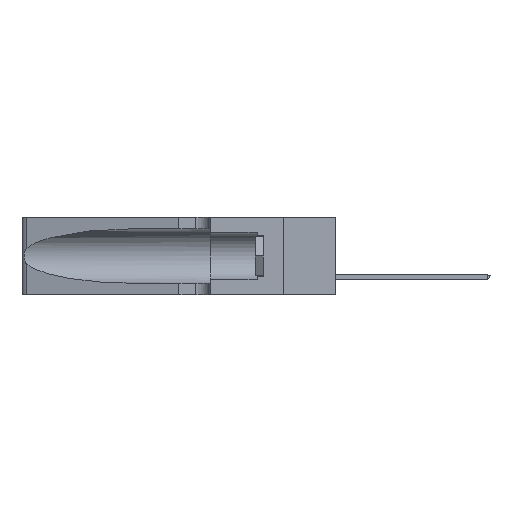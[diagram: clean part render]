
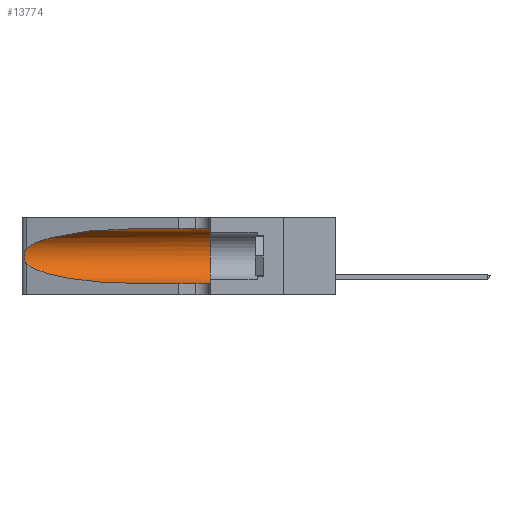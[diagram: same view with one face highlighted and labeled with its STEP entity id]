
A CAD part, left-side view. The second image highlights one B-rep face of the part: STEP entity #13774.
In plain terms, the highlighted cylindrical face has radius 3.308 mm (diameter 6.617 mm), a partial arc.
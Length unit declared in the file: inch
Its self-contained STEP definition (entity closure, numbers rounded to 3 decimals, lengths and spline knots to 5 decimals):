
#101 = VERTEX_POINT ( 'NONE', #37754 ) ;
#602 = CARTESIAN_POINT ( 'NONE',  ( 0.1305, 1.61858, 0.05475 ) ) ;
#877 = CARTESIAN_POINT ( 'NONE',  ( 0.25487, 1.22718, 0.14631 ) ) ;
#934 = LINE ( 'NONE', #602, #36561 ) ;
#1227 = FACE_OUTER_BOUND ( 'NONE', #5215, .T. ) ;
#2263 = ORIENTED_EDGE ( 'NONE', *, *, #33515, .T. ) ;
#4552 = DIRECTION ( 'NONE',  ( 0., 0., 1. ) ) ;
#4604 = CARTESIAN_POINT ( 'NONE',  ( 0.25789, 1.23486, 0.15765 ) ) ;
#4731 = CARTESIAN_POINT ( 'NONE',  ( 0.1305, 0.35, 0.05475 ) ) ;
#5215 = EDGE_LOOP ( 'NONE', ( #2263, #26192, #17756, #22890, #29480, #16206 ) ) ;
#5352 = EDGE_CURVE ( 'NONE', #101, #14252, #934, .T. ) ;
#7027 = LINE ( 'NONE', #11398, #33406 ) ;
#7308 = CARTESIAN_POINT ( 'NONE',  ( 0.26075, 1.23896, 0.19203 ) ) ;
#7586 = CARTESIAN_POINT ( 'NONE',  ( 0.26017, 1.23833, 0.17102 ) ) ;
#9946 = CARTESIAN_POINT ( 'NONE',  ( 0.2373, 1.15595, 0.08982 ) ) ;
#10334 = CARTESIAN_POINT ( 'NONE',  ( 0.2373, 1.15595, 0.28018 ) ) ;
#10476 = CARTESIAN_POINT ( 'NONE',  ( 0.26018, 1.23835, 0.19895 ) ) ;
#11398 = CARTESIAN_POINT ( 'NONE',  ( 0.1305, 1.61858, 0.31525 ) ) ;
#11463 = B_SPLINE_CURVE_WITH_KNOTS ( 'NONE', 3,
 ( #16857, #29556, #23150, #35790, #32086, #10476, #7308, #35373, #7586, #13437, #4604, #35655, #26409, #17138 ),
 .UNSPECIFIED., .F., .F.,
 ( 4, 2, 2, 2, 2, 2, 4 ),
 ( 0., 0.00027, 0.00053, 0.00107, 0.0016, 0.00187, 0.00214 ),
 .UNSPECIFIED. ) ;
#11634 = VERTEX_POINT ( 'NONE', #877 ) ;
#12600 = CARTESIAN_POINT ( 'NONE',  ( 0.1305, 0.72297, 0.31525 ) ) ;
#12630 = EDGE_CURVE ( 'NONE', #17058, #14252, #15923, .T. ) ;
#13244 = CARTESIAN_POINT ( 'NONE',  ( 0.1305, 1.61858, 0.185 ) ) ;
#13316 = CARTESIAN_POINT ( 'NONE',  ( 0.25487, 1.22718, 0.14631 ) ) ;
#13385 = DIRECTION ( 'NONE',  ( 0., -1., 0. ) ) ;
#13437 = CARTESIAN_POINT ( 'NONE',  ( 0.25856, 1.23593, 0.16098 ) ) ;
#13774 = ADVANCED_FACE ( 'NONE', ( #1227 ), #35835, .F. ) ;
#14252 = VERTEX_POINT ( 'NONE', #4731 ) ;
#15923 = CIRCLE ( 'NONE', #28115, 0.13025 ) ;
#16206 = ORIENTED_EDGE ( 'NONE', *, *, #24370, .F. ) ;
#16507 = DIRECTION ( 'NONE',  ( 0., 0., -1. ) ) ;
#16615 = AXIS2_PLACEMENT_3D ( 'NONE', #13244, #13385, #16507 ) ;
#16857 = CARTESIAN_POINT ( 'NONE',  ( 0.25487, 1.22718, 0.22369 ) ) ;
#17058 = VERTEX_POINT ( 'NONE', #35125 ) ;
#17138 = CARTESIAN_POINT ( 'NONE',  ( 0.25487, 1.22718, 0.14631 ) ) ;
#17756 = ORIENTED_EDGE ( 'NONE', *, *, #31943, .T. ) ;
#21747 =( BOUNDED_CURVE ( )  B_SPLINE_CURVE ( 3, ( #13316, #9946, #29702, #23170 ),
 .UNSPECIFIED., .F., .F. ) 
 B_SPLINE_CURVE_WITH_KNOTS ( ( 4, 4 ),
 ( 3.44316, 4.71239 ),
 .UNSPECIFIED. ) 
 CURVE ( )  GEOMETRIC_REPRESENTATION_ITEM ( )  RATIONAL_B_SPLINE_CURVE ( ( 1., 0.87, 0.87, 1. ) ) 
 REPRESENTATION_ITEM ( '' )  );
#22218 = DIRECTION ( 'NONE',  ( 0., -1., 0. ) ) ;
#22890 = ORIENTED_EDGE ( 'NONE', *, *, #5352, .T. ) ;
#23150 = CARTESIAN_POINT ( 'NONE',  ( 0.25639, 1.23184, 0.21858 ) ) ;
#23170 = CARTESIAN_POINT ( 'NONE',  ( 0.1305, 0.72297, 0.05475 ) ) ;
#23380 = DIRECTION ( 'NONE',  ( 0., -1., 0. ) ) ;
#23834 = EDGE_CURVE ( 'NONE', #35039, #11634, #11463, .T. ) ;
#24085 = VERTEX_POINT ( 'NONE', #12600 ) ;
#24370 = EDGE_CURVE ( 'NONE', #24085, #17058, #7027, .T. ) ;
#25922 =( BOUNDED_CURVE ( )  B_SPLINE_CURVE ( 3, ( #35514, #38276, #10334, #28840 ),
 .UNSPECIFIED., .F., .T. ) 
 B_SPLINE_CURVE_WITH_KNOTS ( ( 4, 4 ),
 ( 1.5708, 2.84003 ),
 .UNSPECIFIED. ) 
 CURVE ( )  GEOMETRIC_REPRESENTATION_ITEM ( )  RATIONAL_B_SPLINE_CURVE ( ( 1., 0.87, 0.87, 1. ) ) 
 REPRESENTATION_ITEM ( '' )  );
#26192 = ORIENTED_EDGE ( 'NONE', *, *, #23834, .T. ) ;
#26409 = CARTESIAN_POINT ( 'NONE',  ( 0.25555, 1.22993, 0.14849 ) ) ;
#28115 = AXIS2_PLACEMENT_3D ( 'NONE', #38493, #35600, #4552 ) ;
#28840 = CARTESIAN_POINT ( 'NONE',  ( 0.25487, 1.22718, 0.22369 ) ) ;
#29480 = ORIENTED_EDGE ( 'NONE', *, *, #12630, .F. ) ;
#29556 = CARTESIAN_POINT ( 'NONE',  ( 0.25555, 1.22994, 0.2215 ) ) ;
#29702 = CARTESIAN_POINT ( 'NONE',  ( 0.18966, 0.96281, 0.05475 ) ) ;
#31943 = EDGE_CURVE ( 'NONE', #11634, #101, #21747, .T. ) ;
#32086 = CARTESIAN_POINT ( 'NONE',  ( 0.25854, 1.2359, 0.20912 ) ) ;
#33406 = VECTOR ( 'NONE', #23380, 39.37008 ) ;
#33515 = EDGE_CURVE ( 'NONE', #24085, #35039, #25922, .T. ) ;
#35039 = VERTEX_POINT ( 'NONE', #37614 ) ;
#35125 = CARTESIAN_POINT ( 'NONE',  ( 0.1305, 0.35, 0.31525 ) ) ;
#35373 = CARTESIAN_POINT ( 'NONE',  ( 0.26075, 1.23896, 0.178 ) ) ;
#35514 = CARTESIAN_POINT ( 'NONE',  ( 0.1305, 0.72297, 0.31525 ) ) ;
#35600 = DIRECTION ( 'NONE',  ( 0., 1., 0. ) ) ;
#35655 = CARTESIAN_POINT ( 'NONE',  ( 0.25639, 1.23186, 0.15144 ) ) ;
#35790 = CARTESIAN_POINT ( 'NONE',  ( 0.25787, 1.23484, 0.2124 ) ) ;
#35835 = CYLINDRICAL_SURFACE ( 'NONE', #16615, 0.13025 ) ;
#36561 = VECTOR ( 'NONE', #22218, 39.37008 ) ;
#37614 = CARTESIAN_POINT ( 'NONE',  ( 0.25487, 1.22718, 0.22369 ) ) ;
#37754 = CARTESIAN_POINT ( 'NONE',  ( 0.1305, 0.72297, 0.05475 ) ) ;
#38276 = CARTESIAN_POINT ( 'NONE',  ( 0.18966, 0.96281, 0.31525 ) ) ;
#38493 = CARTESIAN_POINT ( 'NONE',  ( 0.1305, 0.35, 0.185 ) ) ;
